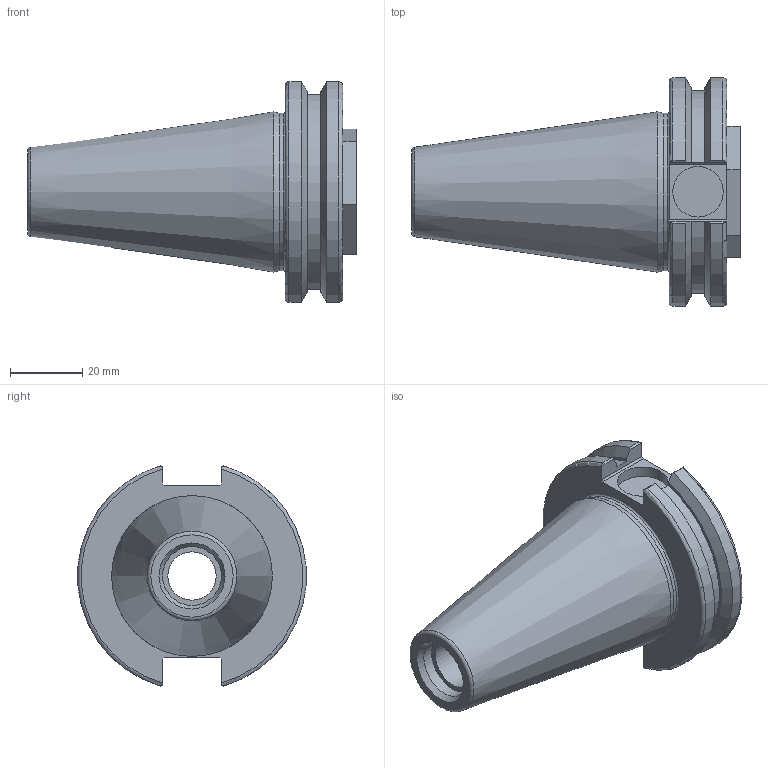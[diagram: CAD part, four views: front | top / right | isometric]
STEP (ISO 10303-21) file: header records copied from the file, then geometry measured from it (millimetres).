
FILE_DESCRIPTION(/* description */ (''),/* implementation_level */ '2;1');
FILE_NAME(/* name */ 'BK020SHT.stp',/* time_stamp */ '2025-02-10T08:50:01+09:00',/* author */ ('eos'),/* organization */ (''),/* preprocessor_version */ 'ST-DEVELOPER v20',/* originating_system */ 'Autodesk Inventor 2025',/* authorisation */ '');
FILE_SCHEMA (('AUTOMOTIVE_DESIGN { 1 0 10303 214 3 1 1 }'));
Length unit declared in the file: millimetre
Products named in the file (3): LO-CAT40-ER32-SHORT; CAT50; ER32(SHORT TYPE)
Assembly tree (2 placements, depth 2):
  LO-CAT40-ER32-SHORT
    CAT50
    ER32(SHORT TYPE)
Bounding box: 91.1 x 63.26 x 61.09 mm (x, y, z)
Volume: 79146.9 mm3; surface area: 27636 mm2
Topology: 2 solids, 2 shells, 75 faces, 184 edges, 121 vertices
Faces by surface type: plane 40, cylinder 16, cone 11, torus 8
Full cylindrical faces by diameter (mm): 13.386 x1, 14 x1, 16.3 x1, 24 x2, 27 x1, 38.376 x1, 40 x1, 40.2 x1, 43.6 x1
Entity records: 2391 total; most frequent: CARTESIAN_POINT 513, DIRECTION 373, ORIENTED_EDGE 368, EDGE_CURVE 184, AXIS2_PLACEMENT_3D 141, VERTEX_POINT 121, LINE 91, VECTOR 91
